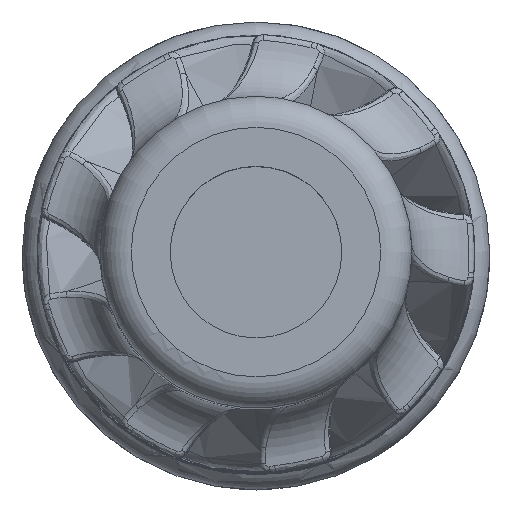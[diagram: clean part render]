
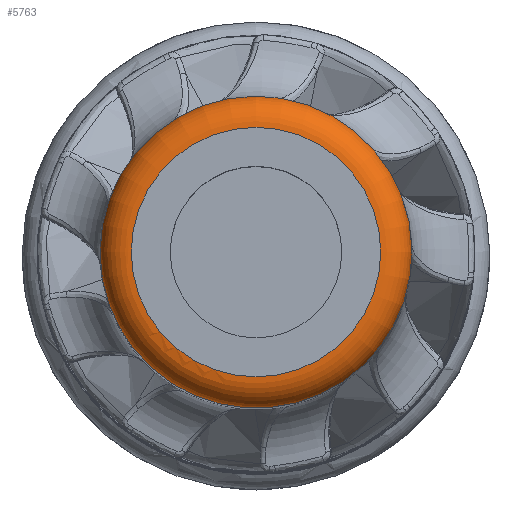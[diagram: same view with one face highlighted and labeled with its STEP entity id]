
A CAD part, top view. The second image highlights one B-rep face of the part: STEP entity #5763.
In plain terms, the highlighted toroidal (fillet/blend) face has major radius 4 mm and minor radius 1 mm.
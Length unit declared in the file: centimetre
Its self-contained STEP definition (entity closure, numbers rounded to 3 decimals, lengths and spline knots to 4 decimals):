
#1338=FACE_BOUND('',#1740,.T.);
#1344=FACE_OUTER_BOUND('',#1739,.T.);
#1739=EDGE_LOOP('',(#3850));
#1740=EDGE_LOOP('',(#3851));
#2140=CIRCLE('',#6161,0.5);
#2141=CIRCLE('',#6162,0.4);
#2335=VERTEX_POINT('',#7169);
#2336=VERTEX_POINT('',#7171);
#2899=EDGE_CURVE('',#2335,#2335,#2140,.T.);
#2900=EDGE_CURVE('',#2336,#2336,#2141,.T.);
#3850=ORIENTED_EDGE('',*,*,#2899,.T.);
#3851=ORIENTED_EDGE('',*,*,#2900,.T.);
#5752=TOROIDAL_SURFACE('',#6160,0.4,0.1);
#5763=ADVANCED_FACE('',(#1344,#1338),#5752,.T.);
#6160=AXIS2_PLACEMENT_3D('',#7168,#6437,#6438);
#6161=AXIS2_PLACEMENT_3D('',#7170,#6439,#6440);
#6162=AXIS2_PLACEMENT_3D('',#7172,#6441,#6442);
#6437=DIRECTION('center_axis',(0.,0.,1.));
#6438=DIRECTION('ref_axis',(1.,0.,0.));
#6439=DIRECTION('center_axis',(0.,0.,1.));
#6440=DIRECTION('ref_axis',(1.,0.,0.));
#6441=DIRECTION('center_axis',(0.,0.,-1.));
#6442=DIRECTION('ref_axis',(1.,0.,0.));
#7168=CARTESIAN_POINT('Origin',(0.,0.,7.15));
#7169=CARTESIAN_POINT('',(-0.5,0.,7.15));
#7170=CARTESIAN_POINT('Origin',(0.,0.,7.15));
#7171=CARTESIAN_POINT('',(-0.4,0.,7.25));
#7172=CARTESIAN_POINT('Origin',(0.,0.,7.25));
